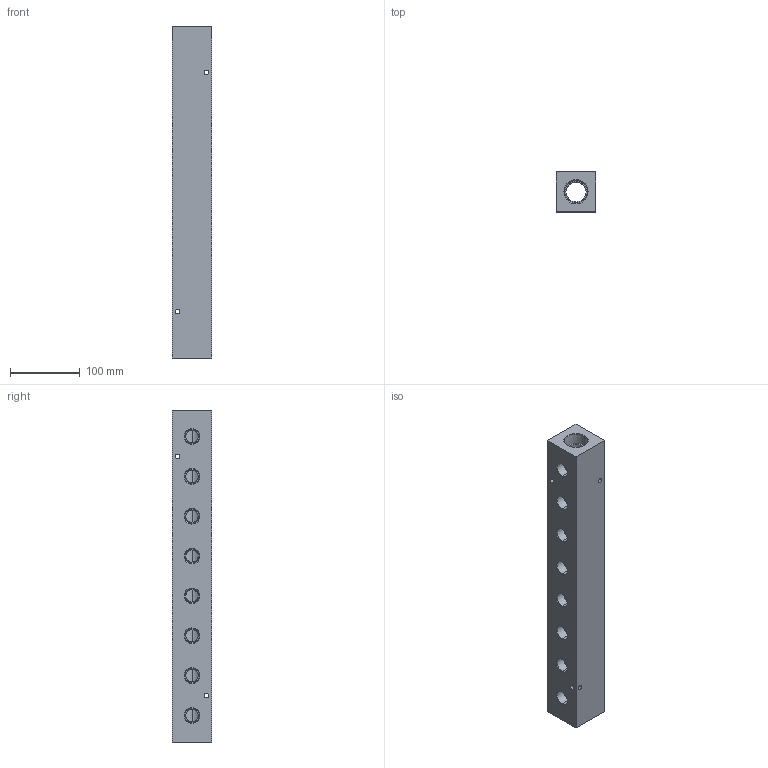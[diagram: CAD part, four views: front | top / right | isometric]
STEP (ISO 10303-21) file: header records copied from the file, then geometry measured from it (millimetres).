
FILE_DESCRIPTION (( 'STEP AP203' ), '1' );
FILE_NAME ('MRA-8GE-90.step', '2015-12-02T21:10:58', ( '' ), ( '' ), 'SwSTEP 2.0', 'SolidWorks 2015', '' );
FILE_SCHEMA (( 'CONFIG_CONTROL_DESIGN' ));
Length unit declared in the file: inch
Products named in the file (1): MRA-8GE-90
Bounding box: 57.15 x 57.15 x 476.25 mm (x, y, z)
Volume: 1147075 mm3; surface area: 168943.8 mm2
Topology: 1 solids, 1 shells, 146 faces, 350 edges, 212 vertices
Faces by surface type: cone 72, cylinder 50, plane 24
Entity records: 5801 total; most frequent: CARTESIAN_POINT 2229, DIRECTION 756, ORIENTED_EDGE 700, EDGE_CURVE 350, AXIS2_PLACEMENT_3D 307, VERTEX_POINT 212, EDGE_LOOP 198, CIRCLE 160
